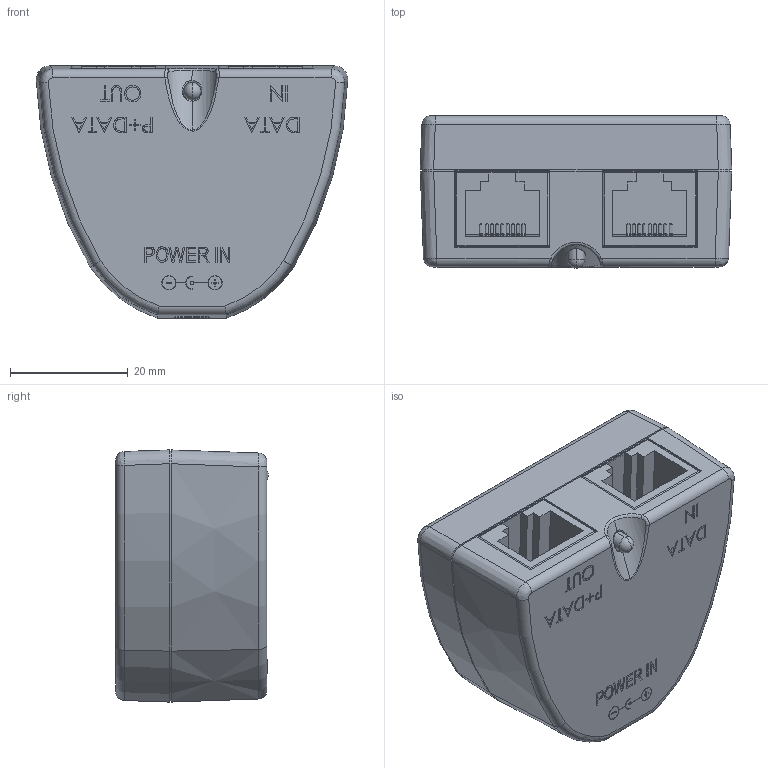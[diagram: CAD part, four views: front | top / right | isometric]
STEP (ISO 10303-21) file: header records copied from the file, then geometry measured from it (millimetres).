
FILE_DESCRIPTION (( 'STEP AP203' ), '1' );
FILE_NAME ('BT-CAT5-E1.STEP', '2011-10-04T18:39:58', ( 'x' ), ( 'Microsoft' ), 'SwSTEP 2.0', 'SolidWorks 2010', '' );
FILE_SCHEMA (( 'CONFIG_CONTROL_DESIGN' ));
Length unit declared in the file: inch
Products named in the file (1): BT-CAT5-E1
Bounding box: 53.03 x 26.04 x 42.93 mm (x, y, z)
Volume: 43260.5 mm3; surface area: 9356.4 mm2
Topology: 1 solids, 1 shells, 828 faces, 2153 edges, 1388 vertices
Faces by surface type: plane 486, cylinder 176, bspline 110, sphere 40, cone 8, torus 8
Entity records: 33720 total; most frequent: CARTESIAN_POINT 14223, ORIENTED_EDGE 4294, DIRECTION 3551, EDGE_CURVE 2147, VECTOR 1527, LINE 1527, VERTEX_POINT 1385, AXIS2_PLACEMENT_3D 1012
